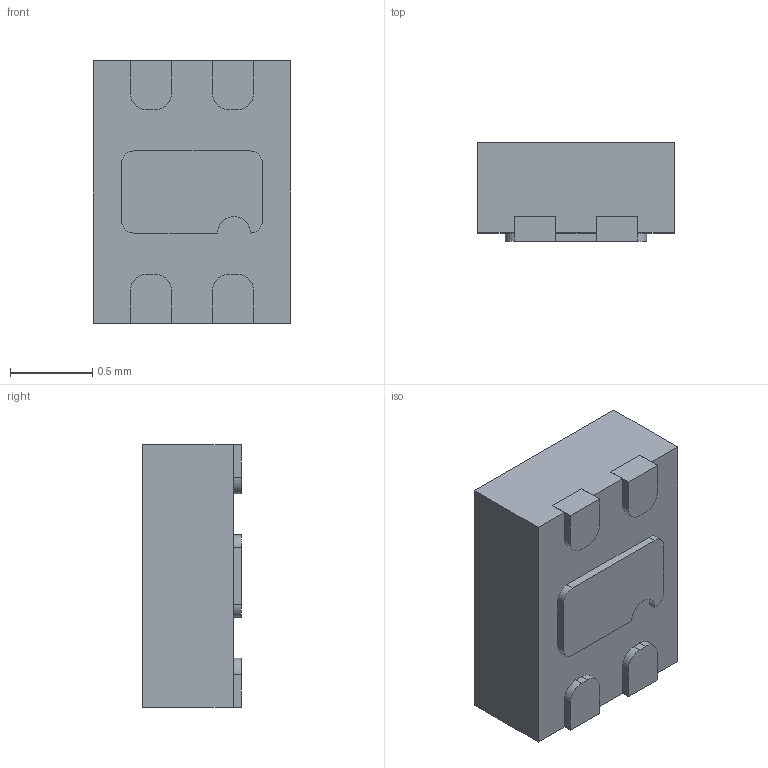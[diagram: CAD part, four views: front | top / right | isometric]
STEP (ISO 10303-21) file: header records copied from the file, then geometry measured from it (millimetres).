
FILE_DESCRIPTION (( 'STEP AP214' ), '1' );
FILE_NAME ('SIP32432DNP3-T1GE4.STEP', '2019-03-28T02:01:53', ( '' ), ( '' ), 'SwSTEP 2.0', 'SolidWorks 2017', '' );
FILE_SCHEMA (( 'AUTOMOTIVE_DESIGN' ));
Length unit declared in the file: millimetre
Products named in the file (1): SIP32432DNP3-T1GE4
Bounding box: 1.2 x 0.6 x 1.6 mm (x, y, z)
Volume: 1.1 mm3; surface area: 9.8 mm2
Topology: 6 solids, 6 shells, 84 faces, 213 edges, 142 vertices
Faces by surface type: plane 57, cylinder 27
Entity records: 2610 total; most frequent: CARTESIAN_POINT 440, DIRECTION 437, ORIENTED_EDGE 426, EDGE_CURVE 213, LINE 159, VECTOR 159, VERTEX_POINT 142, AXIS2_PLACEMENT_3D 139
